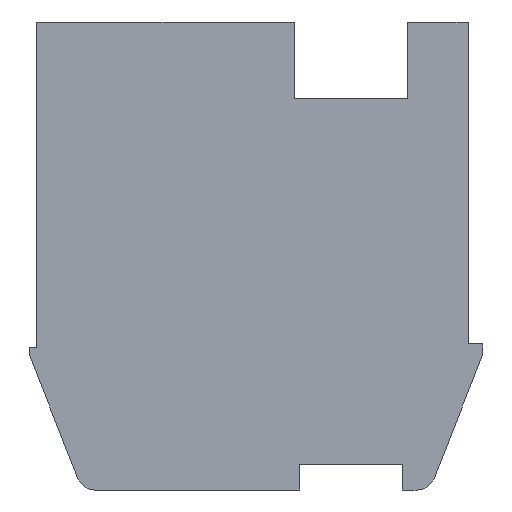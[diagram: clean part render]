
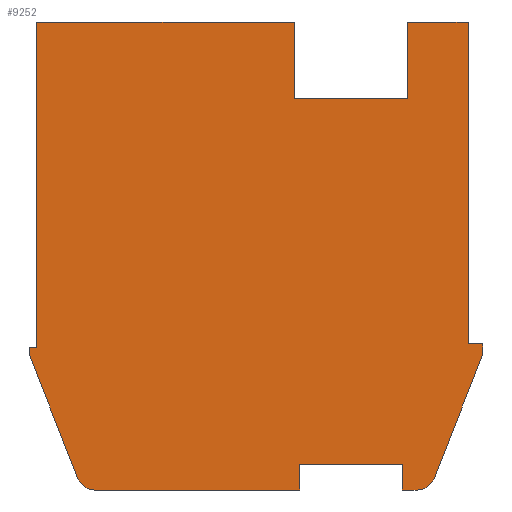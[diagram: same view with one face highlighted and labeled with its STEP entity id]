
A CAD part, front view. The second image highlights one B-rep face of the part: STEP entity #9252.
In plain terms, the highlighted planar face has unit normal (0, -1, 0).
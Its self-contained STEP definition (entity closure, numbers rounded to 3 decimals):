
#1=DIRECTION('',(-0.365,0.,-0.931));
#2=VECTOR('',#1,3.633);
#3=CARTESIAN_POINT('',(6.2,0.,-2.7));
#4=LINE('',#3,#2);
#5=CARTESIAN_POINT('',(4.409,0.,-5.9));
#6=DIRECTION('',(0.,1.,0.));
#7=DIRECTION('',(0.931,0.,-0.365));
#8=AXIS2_PLACEMENT_3D('',#5,#6,#7);
#10=DIRECTION('',(-1.,0.,0.));
#11=VECTOR('',#10,0.409);
#12=CARTESIAN_POINT('',(4.409,0.,-6.4));
#13=LINE('',#12,#11);
#14=DIRECTION('',(0.,0.,1.));
#15=VECTOR('',#14,0.7);
#16=CARTESIAN_POINT('',(4.,0.,-6.4));
#17=LINE('',#16,#15);
#18=DIRECTION('',(-1.,0.,0.));
#19=VECTOR('',#18,2.8);
#20=CARTESIAN_POINT('',(4.,0.,-5.7));
#21=LINE('',#20,#19);
#22=DIRECTION('',(0.,0.,-1.));
#23=VECTOR('',#22,0.7);
#24=CARTESIAN_POINT('',(1.2,0.,-5.7));
#25=LINE('',#24,#23);
#26=DIRECTION('',(-1.,0.,0.));
#27=VECTOR('',#26,5.609);
#28=CARTESIAN_POINT('',(1.2,0.,-6.4));
#29=LINE('',#28,#27);
#30=CARTESIAN_POINT('',(-4.409,0.,-5.9));
#31=DIRECTION('',(0.,1.,0.));
#32=DIRECTION('',(0.,0.,-1.));
#33=AXIS2_PLACEMENT_3D('',#30,#31,#32);
#35=DIRECTION('',(-0.365,0.,0.931));
#36=VECTOR('',#35,3.633);
#37=CARTESIAN_POINT('',(-4.874,0.,-6.082));
#38=LINE('',#37,#36);
#39=DIRECTION('',(0.,0.,1.));
#40=VECTOR('',#39,0.2);
#41=CARTESIAN_POINT('',(-6.2,0.,-2.7));
#42=LINE('',#41,#40);
#43=DIRECTION('',(1.,0.,0.));
#44=VECTOR('',#43,0.2);
#45=CARTESIAN_POINT('',(-6.2,0.,-2.5));
#46=LINE('',#45,#44);
#47=DIRECTION('',(0.,0.,1.));
#48=VECTOR('',#47,8.9);
#49=CARTESIAN_POINT('',(-6.,0.,-2.5));
#50=LINE('',#49,#48);
#51=DIRECTION('',(1.,0.,0.));
#52=VECTOR('',#51,7.05);
#53=CARTESIAN_POINT('',(-6.,0.,6.4));
#54=LINE('',#53,#52);
#55=DIRECTION('',(0.,0.,-1.));
#56=VECTOR('',#55,2.1);
#57=CARTESIAN_POINT('',(1.05,0.,6.4));
#58=LINE('',#57,#56);
#59=DIRECTION('',(1.,0.,0.));
#60=VECTOR('',#59,3.1);
#61=CARTESIAN_POINT('',(1.05,0.,4.3));
#62=LINE('',#61,#60);
#63=DIRECTION('',(0.,0.,1.));
#64=VECTOR('',#63,2.1);
#65=CARTESIAN_POINT('',(4.15,0.,4.3));
#66=LINE('',#65,#64);
#67=DIRECTION('',(1.,0.,0.));
#68=VECTOR('',#67,1.65);
#69=CARTESIAN_POINT('',(4.15,0.,6.4));
#70=LINE('',#69,#68);
#71=DIRECTION('',(0.,0.,-1.));
#72=VECTOR('',#71,8.8);
#73=CARTESIAN_POINT('',(5.8,0.,6.4));
#74=LINE('',#73,#72);
#75=DIRECTION('',(1.,0.,0.));
#76=VECTOR('',#75,0.4);
#77=CARTESIAN_POINT('',(5.8,0.,-2.4));
#78=LINE('',#77,#76);
#79=DIRECTION('',(0.,0.,-1.));
#80=VECTOR('',#79,0.3);
#81=CARTESIAN_POINT('',(6.2,0.,-2.4));
#82=LINE('',#81,#80);
#7025=CARTESIAN_POINT('',(6.2,0.,-2.7));
#7026=CARTESIAN_POINT('',(4.874,0.,-6.082));
#7027=VERTEX_POINT('',#7025);
#7028=VERTEX_POINT('',#7026);
#7029=CARTESIAN_POINT('',(4.409,0.,-6.4));
#7030=VERTEX_POINT('',#7029);
#7031=CARTESIAN_POINT('',(4.,0.,-6.4));
#7032=VERTEX_POINT('',#7031);
#7033=CARTESIAN_POINT('',(4.,0.,-5.7));
#7034=VERTEX_POINT('',#7033);
#7035=CARTESIAN_POINT('',(1.2,0.,-5.7));
#7036=VERTEX_POINT('',#7035);
#7037=CARTESIAN_POINT('',(1.2,0.,-6.4));
#7038=VERTEX_POINT('',#7037);
#7039=CARTESIAN_POINT('',(-4.409,0.,-6.4));
#7040=VERTEX_POINT('',#7039);
#7041=CARTESIAN_POINT('',(-4.874,0.,-6.082));
#7042=VERTEX_POINT('',#7041);
#7043=CARTESIAN_POINT('',(-6.2,0.,-2.7));
#7044=VERTEX_POINT('',#7043);
#7045=CARTESIAN_POINT('',(-6.2,0.,-2.5));
#7046=VERTEX_POINT('',#7045);
#7047=CARTESIAN_POINT('',(-6.,0.,-2.5));
#7048=VERTEX_POINT('',#7047);
#7049=CARTESIAN_POINT('',(-6.,0.,6.4));
#7050=VERTEX_POINT('',#7049);
#7051=CARTESIAN_POINT('',(1.05,0.,6.4));
#7052=VERTEX_POINT('',#7051);
#7053=CARTESIAN_POINT('',(1.05,0.,4.3));
#7054=VERTEX_POINT('',#7053);
#7055=CARTESIAN_POINT('',(4.15,0.,4.3));
#7056=VERTEX_POINT('',#7055);
#7057=CARTESIAN_POINT('',(4.15,0.,6.4));
#7058=VERTEX_POINT('',#7057);
#7059=CARTESIAN_POINT('',(5.8,0.,6.4));
#7060=VERTEX_POINT('',#7059);
#7061=CARTESIAN_POINT('',(5.8,0.,-2.4));
#7062=VERTEX_POINT('',#7061);
#7063=CARTESIAN_POINT('',(6.2,0.,-2.4));
#7064=VERTEX_POINT('',#7063);
#9205=CARTESIAN_POINT('',(0.,0.,0.));
#9206=DIRECTION('',(0.,1.,0.));
#9207=DIRECTION('',(1.,0.,0.));
#9208=AXIS2_PLACEMENT_3D('',#9205,#9206,#9207);
#9209=PLANE('',#9208);
#9211=ORIENTED_EDGE('',*,*,#9210,.T.);
#9213=ORIENTED_EDGE('',*,*,#9212,.T.);
#9215=ORIENTED_EDGE('',*,*,#9214,.T.);
#9217=ORIENTED_EDGE('',*,*,#9216,.T.);
#9219=ORIENTED_EDGE('',*,*,#9218,.T.);
#9221=ORIENTED_EDGE('',*,*,#9220,.T.);
#9223=ORIENTED_EDGE('',*,*,#9222,.T.);
#9225=ORIENTED_EDGE('',*,*,#9224,.T.);
#9227=ORIENTED_EDGE('',*,*,#9226,.T.);
#9229=ORIENTED_EDGE('',*,*,#9228,.T.);
#9231=ORIENTED_EDGE('',*,*,#9230,.T.);
#9233=ORIENTED_EDGE('',*,*,#9232,.T.);
#9235=ORIENTED_EDGE('',*,*,#9234,.T.);
#9237=ORIENTED_EDGE('',*,*,#9236,.T.);
#9239=ORIENTED_EDGE('',*,*,#9238,.T.);
#9241=ORIENTED_EDGE('',*,*,#9240,.T.);
#9243=ORIENTED_EDGE('',*,*,#9242,.T.);
#9245=ORIENTED_EDGE('',*,*,#9244,.T.);
#9247=ORIENTED_EDGE('',*,*,#9246,.T.);
#9249=ORIENTED_EDGE('',*,*,#9248,.T.);
#9250=EDGE_LOOP('',(#9211,#9213,#9215,#9217,#9219,#9221,#9223,#9225,#9227,#9229,
#9231,#9233,#9235,#9237,#9239,#9241,#9243,#9245,#9247,#9249));
#9251=FACE_OUTER_BOUND('',#9250,.F.);
#9252=ADVANCED_FACE('',(#9251),#9209,.F.);
#9=CIRCLE('',#8,0.5);
#34=CIRCLE('',#33,0.5);
#9210=EDGE_CURVE('',#7027,#7028,#4,.T.);
#9212=EDGE_CURVE('',#7028,#7030,#9,.T.);
#9214=EDGE_CURVE('',#7030,#7032,#13,.T.);
#9216=EDGE_CURVE('',#7032,#7034,#17,.T.);
#9218=EDGE_CURVE('',#7034,#7036,#21,.T.);
#9220=EDGE_CURVE('',#7036,#7038,#25,.T.);
#9222=EDGE_CURVE('',#7038,#7040,#29,.T.);
#9224=EDGE_CURVE('',#7040,#7042,#34,.T.);
#9226=EDGE_CURVE('',#7042,#7044,#38,.T.);
#9228=EDGE_CURVE('',#7044,#7046,#42,.T.);
#9230=EDGE_CURVE('',#7046,#7048,#46,.T.);
#9232=EDGE_CURVE('',#7048,#7050,#50,.T.);
#9234=EDGE_CURVE('',#7050,#7052,#54,.T.);
#9236=EDGE_CURVE('',#7052,#7054,#58,.T.);
#9238=EDGE_CURVE('',#7054,#7056,#62,.T.);
#9240=EDGE_CURVE('',#7056,#7058,#66,.T.);
#9242=EDGE_CURVE('',#7058,#7060,#70,.T.);
#9244=EDGE_CURVE('',#7060,#7062,#74,.T.);
#9246=EDGE_CURVE('',#7062,#7064,#78,.T.);
#9248=EDGE_CURVE('',#7064,#7027,#82,.T.);
